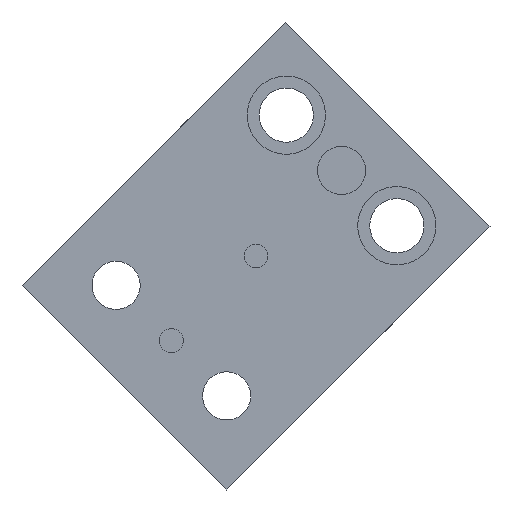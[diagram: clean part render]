
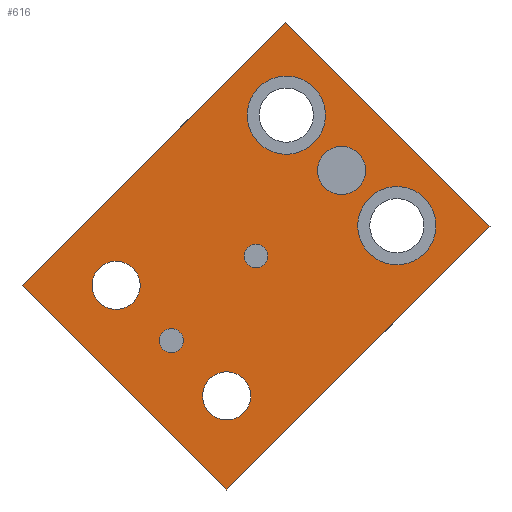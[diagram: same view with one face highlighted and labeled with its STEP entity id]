
A CAD part, front view. The second image highlights one B-rep face of the part: STEP entity #616.
In plain terms, the highlighted planar face has unit normal (0, -1, 0).
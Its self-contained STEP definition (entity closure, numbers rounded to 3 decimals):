
#136=CARTESIAN_POINT('POINT15',(5.317,-3.218,
   5.868));
#137=VERTEX_POINT('VERTEX15',#136);
#145=CARTESIAN_POINT('POINT16',(5.03,-3.218,
   5.58));
#146=VERTEX_POINT('VERTEX16',#145);
#153=CARTESIAN_POINT('POS15',(5.173,-3.218,
   5.724));
#154=DIRECTION('DIR27',(0.,-1.,0.));
#155=DIRECTION('DIR28',(0.707,0.,
   0.707));
#156=AXIS2_PLACEMENT_3D('AXIS13',#153,#154,#155);
#157=CIRCLE('ELLIPSE8',#156,0.203);
#158=EDGE_CURVE('EDGE17',#146,#137,#157,.T.);
#169=EDGE_CURVE('EDGE18',#137,#146,#157,.T.);
#176=CARTESIAN_POINT('POINT17',(4.743,-3.218,
   6.442));
#177=VERTEX_POINT('VERTEX17',#176);
#185=CARTESIAN_POINT('POINT18',(4.455,-3.218,
   6.155));
#186=VERTEX_POINT('VERTEX18',#185);
#193=CARTESIAN_POINT('POS19',(4.599,-3.218,
   6.298));
#194=DIRECTION('DIR33',(0.,-1.,0.));
#195=DIRECTION('DIR34',(0.707,0.,
   0.707));
#196=AXIS2_PLACEMENT_3D('AXIS15',#193,#194,#195);
#197=CIRCLE('ELLIPSE9',#196,0.203);
#198=EDGE_CURVE('EDGE21',#186,#177,#197,.T.);
#209=EDGE_CURVE('EDGE22',#177,#186,#197,.T.);
#216=CARTESIAN_POINT('POINT19',(4.975,-3.218,
   6.1));
#217=VERTEX_POINT('VERTEX19',#216);
#225=CARTESIAN_POINT('POINT20',(4.798,-3.218,
   5.923));
#226=VERTEX_POINT('VERTEX20',#225);
#233=CARTESIAN_POINT('POS23',(4.886,-3.218,
   6.011));
#234=DIRECTION('DIR39',(0.,-1.,0.));
#235=DIRECTION('DIR40',(0.707,0.,
   0.707));
#236=AXIS2_PLACEMENT_3D('AXIS17',#233,#234,#235);
#237=CIRCLE('ELLIPSE10',#236,0.125);
#238=EDGE_CURVE('EDGE25',#226,#217,#237,.T.);
#249=EDGE_CURVE('EDGE26',#217,#226,#237,.T.);
#256=CARTESIAN_POINT('POINT21',(4.486,-3.218,
   5.611));
#257=VERTEX_POINT('VERTEX21',#256);
#265=CARTESIAN_POINT('POINT22',(4.398,-3.218,
   5.523));
#266=VERTEX_POINT('VERTEX22',#265);
#273=CARTESIAN_POINT('POS27',(4.442,-3.218,
   5.567));
#274=DIRECTION('DIR45',(0.,-1.,0.));
#275=DIRECTION('DIR46',(0.707,0.,
   0.707));
#276=AXIS2_PLACEMENT_3D('AXIS19',#273,#274,#275);
#277=CIRCLE('ELLIPSE11',#276,0.063);
#278=EDGE_CURVE('EDGE29',#266,#257,#277,.T.);
#289=EDGE_CURVE('EDGE30',#257,#266,#277,.T.);
#296=CARTESIAN_POINT('POINT23',(4.046,-3.218,
   5.171));
#297=VERTEX_POINT('VERTEX23',#296);
#305=CARTESIAN_POINT('POINT24',(3.958,-3.218,
   5.083));
#306=VERTEX_POINT('VERTEX24',#305);
#313=CARTESIAN_POINT('POS31',(4.002,-3.218,
   5.127));
#314=DIRECTION('DIR51',(0.,-1.,0.));
#315=DIRECTION('DIR52',(0.707,0.,
   0.707));
#316=AXIS2_PLACEMENT_3D('AXIS21',#313,#314,#315);
#317=CIRCLE('ELLIPSE12',#316,0.063);
#318=EDGE_CURVE('EDGE33',#306,#297,#317,.T.);
#329=EDGE_CURVE('EDGE34',#297,#306,#317,.T.);
#418=CARTESIAN_POINT('POINT30',(4.378,-3.218,
   4.929));
#419=VERTEX_POINT('VERTEX30',#418);
#435=CARTESIAN_POINT('POINT32',(4.201,-3.218,
   4.752));
#436=VERTEX_POINT('VERTEX32',#435);
#443=CARTESIAN_POINT('POS44',(4.289,-3.218,
   4.84));
#444=DIRECTION('DIR71',(0.,-1.,0.));
#445=DIRECTION('DIR72',(0.707,0.,
   0.707));
#446=AXIS2_PLACEMENT_3D('AXIS28',#443,#444,#445);
#447=CIRCLE('ELLIPSE16',#446,0.125);
#448=EDGE_CURVE('EDGE46',#436,#419,#447,.T.);
#459=EDGE_CURVE('EDGE47',#419,#436,#447,.T.);
#469=CARTESIAN_POINT('POINT34',(3.804,-3.218,
   5.503));
#470=VERTEX_POINT('VERTEX34',#469);
#486=CARTESIAN_POINT('POINT36',(3.627,-3.218,
   5.326));
#487=VERTEX_POINT('VERTEX36',#486);
#494=CARTESIAN_POINT('POS49',(3.715,-3.218,
   5.414));
#495=DIRECTION('DIR79',(0.,-1.,0.));
#496=DIRECTION('DIR80',(0.707,0.,
   0.707));
#497=AXIS2_PLACEMENT_3D('AXIS31',#494,#495,#496);
#498=CIRCLE('ELLIPSE18',#497,0.125);
#499=EDGE_CURVE('EDGE52',#487,#470,#498,.T.);
#510=EDGE_CURVE('EDGE53',#470,#487,#498,.T.);
#518=CARTESIAN_POINT('POINT37',(4.596,-3.218,
   6.782));
#519=VERTEX_POINT('VERTEX37',#518);
#528=CARTESIAN_POINT('POINT39',(5.657,-3.218,
   5.721));
#529=VERTEX_POINT('VERTEX39',#528);
#530=CARTESIAN_POINT('POS52',(4.596,-3.218,
   6.782));
#531=DIRECTION('DIR84',(-0.707,0.,
   0.707));
#532=VECTOR('VEC20',#531,1.);
#533=LINE('STRAIGHT20',#530,#532);
#534=EDGE_CURVE('EDGE56',#529,#519,#533,.T.);
#558=CARTESIAN_POINT('POINT41',(3.227,-3.218,
   5.412));
#559=VERTEX_POINT('VERTEX41',#558);
#560=CARTESIAN_POINT('POS56',(4.596,-3.218,
   6.782));
#561=DIRECTION('DIR89',(0.707,0.,
   0.707));
#562=VECTOR('VEC23',#561,1.);
#563=LINE('STRAIGHT23',#560,#562);
#564=EDGE_CURVE('EDGE59',#559,#519,#563,.T.);
#565=ORIENTED_EDGE('COEDGE91',*,*,#564,.F.);
#566=CARTESIAN_POINT('POINT42',(4.287,-3.218,
   4.352));
#567=VERTEX_POINT('VERTEX42',#566);
#568=CARTESIAN_POINT('POS57',(3.227,-3.218,
   5.412));
#569=DIRECTION('DIR90',(-0.707,0.,
   0.707));
#570=VECTOR('VEC24',#569,1.);
#571=LINE('STRAIGHT24',#568,#570);
#572=EDGE_CURVE('EDGE60',#567,#559,#571,.T.);
#573=ORIENTED_EDGE('COEDGE92',*,*,#572,.F.);
#574=CARTESIAN_POINT('POS58',(5.657,-3.218,
   5.721));
#575=DIRECTION('DIR91',(0.707,0.,
   0.707));
#576=VECTOR('VEC25',#575,1.);
#577=LINE('STRAIGHT25',#574,#576);
#578=EDGE_CURVE('EDGE61',#567,#529,#577,.T.);
#579=ORIENTED_EDGE('COEDGE93',*,*,#578,.T.);
#580=ORIENTED_EDGE('COEDGE94',*,*,#534,.T.);
#581=EDGE_LOOP('NONE',(#565,#573,#579,#580));
#582=FACE_BOUND('LOOP1',#581,.T.);
#583=ORIENTED_EDGE('COEDGE95',*,*,#329,.F.);
#584=ORIENTED_EDGE('COEDGE96',*,*,#318,.F.);
#585=EDGE_LOOP('NONE',(#583,#584));
#586=FACE_BOUND('LOOP1',#585,.T.);
#587=ORIENTED_EDGE('COEDGE97',*,*,#289,.F.);
#588=ORIENTED_EDGE('COEDGE98',*,*,#278,.F.);
#589=EDGE_LOOP('NONE',(#587,#588));
#590=FACE_BOUND('LOOP1',#589,.T.);
#591=ORIENTED_EDGE('COEDGE99',*,*,#249,.F.);
#592=ORIENTED_EDGE('COEDGE100',*,*,#238,.F.);
#593=EDGE_LOOP('NONE',(#591,#592));
#594=FACE_BOUND('LOOP1',#593,.T.);
#595=ORIENTED_EDGE('COEDGE101',*,*,#510,.F.);
#596=ORIENTED_EDGE('COEDGE102',*,*,#499,.F.);
#597=EDGE_LOOP('NONE',(#595,#596));
#598=FACE_BOUND('LOOP1',#597,.T.);
#599=ORIENTED_EDGE('COEDGE103',*,*,#459,.F.);
#600=ORIENTED_EDGE('COEDGE104',*,*,#448,.F.);
#601=EDGE_LOOP('NONE',(#599,#600));
#602=FACE_BOUND('LOOP1',#601,.T.);
#603=ORIENTED_EDGE('COEDGE105',*,*,#209,.F.);
#604=ORIENTED_EDGE('COEDGE106',*,*,#198,.F.);
#605=EDGE_LOOP('NONE',(#603,#604));
#606=FACE_BOUND('LOOP1',#605,.T.);
#607=ORIENTED_EDGE('COEDGE107',*,*,#169,.F.);
#608=ORIENTED_EDGE('COEDGE108',*,*,#158,.F.);
#609=EDGE_LOOP('NONE',(#607,#608));
#610=FACE_BOUND('LOOP1',#609,.T.);
#611=CARTESIAN_POINT('POS59',(4.596,-3.218,
   6.782));
#612=DIRECTION('DIR92',(0.,-1.,0.));
#613=DIRECTION('DIR93',(1.,0.,0.));
#614=AXIS2_PLACEMENT_3D('AXIS34',#611,#612,#613);
#615=PLANE('PLANE7',#614);
#616=ADVANCED_FACE('FACE25',(#582,#586,#590,#594,#598,#602,#606,#610),
   #615,.T.);
